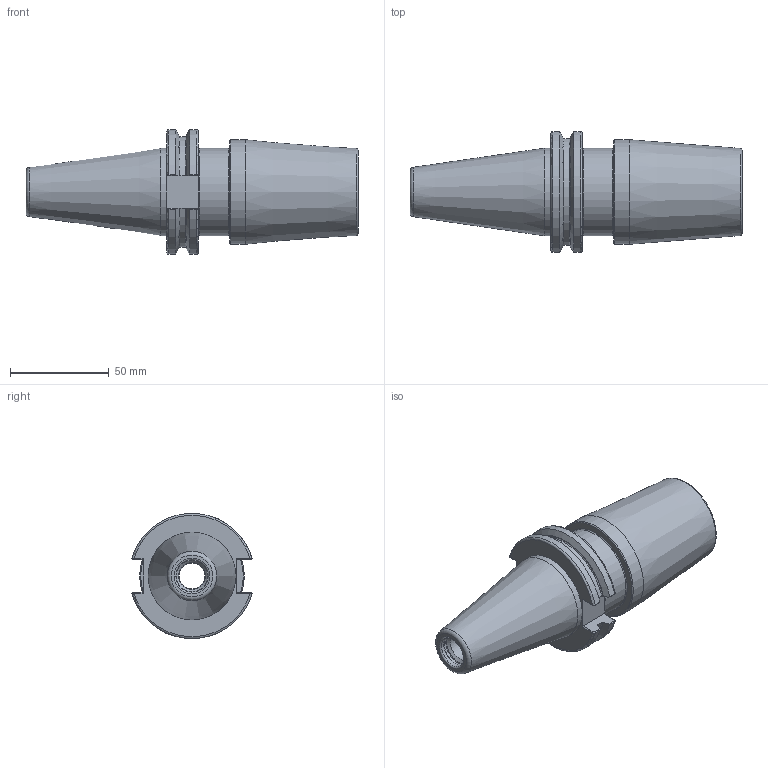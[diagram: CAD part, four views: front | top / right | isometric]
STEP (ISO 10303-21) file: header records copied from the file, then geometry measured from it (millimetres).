
FILE_DESCRIPTION(/* description */ (''),/* implementation_level */ '2;1');
FILE_NAME(/* name */ 'CAT40-SDM25-100.stp',/* time_stamp */ '2019-06-20T16:37:47-05:00',/* author */ ('ldfli'),/* organization */ ('Pioneer N.A.'),/* preprocessor_version */ 'ST-DEVELOPER v18',/* originating_system */ 'Autodesk Inventor LT',/* authorisation */ '');
FILE_SCHEMA (('AUTOMOTIVE_DESIGN { 1 0 10303 214 3 1 1 }'));
Length unit declared in the file: millimetre
Products named in the file (1): CAT40-SDM25-100
Bounding box: 168.25 x 61.14 x 63.31 mm (x, y, z)
Volume: 214358 mm3; surface area: 38698.5 mm2
Topology: 1 solids, 1 shells, 94 faces, 265 edges, 178 vertices
Faces by surface type: plane 34, cylinder 17, bspline 16, torus 15, cone 12
Full cylindrical faces by diameter (mm): 10 x1, 13 x1, 13.494 x1, 14.917 x1, 16.3 x1, 16.8 x1, 25 x1, 26 x1, 44.45 x2, 53 x1
Entity records: 3827 total; most frequent: CARTESIAN_POINT 1418, ORIENTED_EDGE 528, DIRECTION 468, EDGE_CURVE 264, AXIS2_PLACEMENT_3D 182, VERTEX_POINT 178, LINE 104, VECTOR 104
